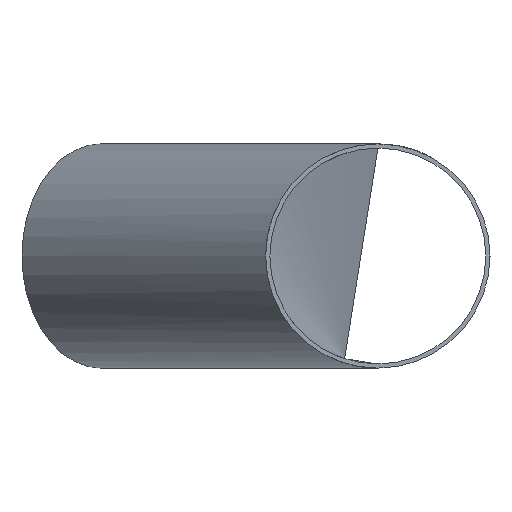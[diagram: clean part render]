
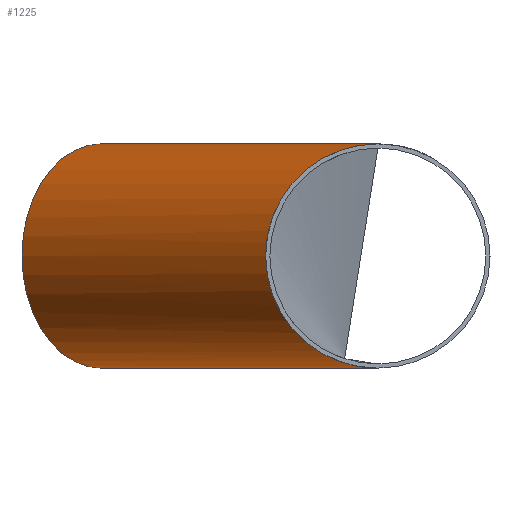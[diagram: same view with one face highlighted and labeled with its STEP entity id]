
A CAD part, left-side view. The second image highlights one B-rep face of the part: STEP entity #1225.
In plain terms, the highlighted cylindrical face has radius 69.85 mm (diameter 139.7 mm), a full revolution.
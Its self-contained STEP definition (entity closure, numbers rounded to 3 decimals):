
#562 = ORIENTED_EDGE ( 'NONE', *, *, #7112, .F. ) ;
#932 = CARTESIAN_POINT ( 'NONE',  ( 267.633, 139.7, -69.85 ) ) ;
#1074 =( BOUNDED_CURVE ( )  B_SPLINE_CURVE ( 3, ( #20061, #1566, #8972, #22085 ),
 .UNSPECIFIED., .F., .T. ) 
 B_SPLINE_CURVE_WITH_KNOTS ( ( 4, 4 ),
 ( 4.712, 7.854 ),
 .UNSPECIFIED. ) 
 CURVE ( )  GEOMETRIC_REPRESENTATION_ITEM ( )  RATIONAL_B_SPLINE_CURVE ( ( 1., 0.333, 0.333, 1. ) ) 
 REPRESENTATION_ITEM ( '' )  );
#1225 = ADVANCED_FACE ( 'NONE', ( #1570, #21964 ), #18766, .T. ) ;
#1316 = DIRECTION ( 'NONE',  ( 0.707, 0.707, 0. ) ) ;
#1566 = CARTESIAN_POINT ( 'NONE',  ( -127.498, 139.7, 69.85 ) ) ;
#1570 = FACE_OUTER_BOUND ( 'NONE', #8122, .T. ) ;
#2091 = CIRCLE ( 'NONE', #6941, 69.85 ) ;
#4005 = EDGE_LOOP ( 'NONE', ( #20936 ) ) ;
#4448 = AXIS2_PLACEMENT_3D ( 'NONE', #10204, #21270, #15684 ) ;
#4553 = VERTEX_POINT ( 'NONE', #22233 ) ;
#6598 = CARTESIAN_POINT ( 'NONE',  ( 267.633, 139.7, 69.85 ) ) ;
#6941 = AXIS2_PLACEMENT_3D ( 'NONE', #23618, #1316, #14381 ) ;
#7112 = EDGE_CURVE ( 'NONE', #14528, #12805, #1074, .T. ) ;
#8122 = EDGE_LOOP ( 'NONE', ( #10695, #562 ) ) ;
#8499 = CARTESIAN_POINT ( 'NONE',  ( -69.633, 0., 69.85 ) ) ;
#8972 = CARTESIAN_POINT ( 'NONE',  ( -127.498, 139.7, -69.85 ) ) ;
#10204 = CARTESIAN_POINT ( 'NONE',  ( 102.642, 172.274, 0. ) ) ;
#10695 = ORIENTED_EDGE ( 'NONE', *, *, #19051, .F. ) ;
#12805 = VERTEX_POINT ( 'NONE', #20065 ) ;
#13098 = CARTESIAN_POINT ( 'NONE',  ( -69.633, 0., 69.85 ) ) ;
#14381 = DIRECTION ( 'NONE',  ( -0.707, 0.707, 0. ) ) ;
#14528 = VERTEX_POINT ( 'NONE', #13098 ) ;
#15684 = DIRECTION ( 'NONE',  ( -0.707, 0.707, 0. ) ) ;
#18766 = CYLINDRICAL_SURFACE ( 'NONE', #4448, 69.85 ) ;
#19051 = EDGE_CURVE ( 'NONE', #12805, #14528, #23152, .T. ) ;
#19499 = CARTESIAN_POINT ( 'NONE',  ( -69.633, 0., -69.85 ) ) ;
#20061 = CARTESIAN_POINT ( 'NONE',  ( -69.633, 0., 69.85 ) ) ;
#20065 = CARTESIAN_POINT ( 'NONE',  ( -69.633, 0., -69.85 ) ) ;
#20764 = EDGE_CURVE ( 'NONE', #4553, #4553, #2091, .T. ) ;
#20936 = ORIENTED_EDGE ( 'NONE', *, *, #20764, .F. ) ;
#21270 = DIRECTION ( 'NONE',  ( 0.707, 0.707, 0. ) ) ;
#21964 = FACE_OUTER_BOUND ( 'NONE', #4005, .T. ) ;
#22085 = CARTESIAN_POINT ( 'NONE',  ( -69.633, 0., -69.85 ) ) ;
#22233 = CARTESIAN_POINT ( 'NONE',  ( 53.25, 221.666, 0. ) ) ;
#23152 =( BOUNDED_CURVE ( )  B_SPLINE_CURVE ( 3, ( #19499, #932, #6598, #8499 ),
 .UNSPECIFIED., .F., .T. ) 
 B_SPLINE_CURVE_WITH_KNOTS ( ( 4, 4 ),
 ( 1.571, 4.712 ),
 .UNSPECIFIED. ) 
 CURVE ( )  GEOMETRIC_REPRESENTATION_ITEM ( )  RATIONAL_B_SPLINE_CURVE ( ( 1., 0.333, 0.333, 1. ) ) 
 REPRESENTATION_ITEM ( '' )  );
#23618 = CARTESIAN_POINT ( 'NONE',  ( 102.642, 172.274, 0. ) ) ;
